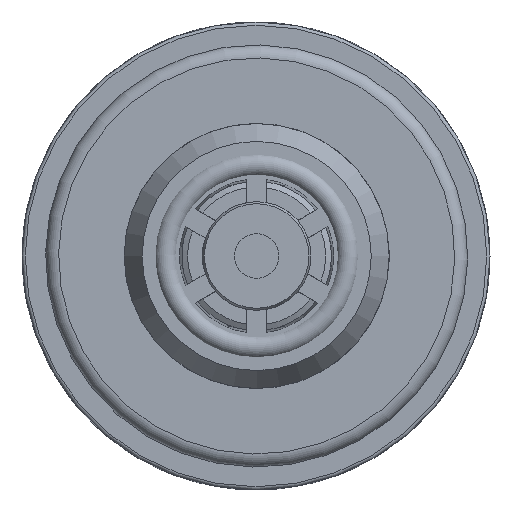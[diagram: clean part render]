
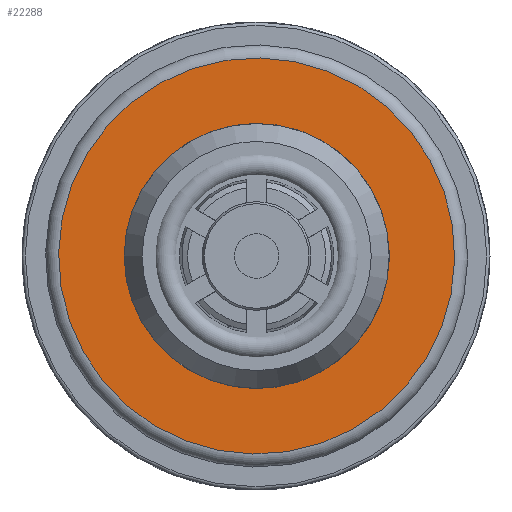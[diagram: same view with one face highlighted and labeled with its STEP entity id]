
A CAD part, left-side view. The second image highlights one B-rep face of the part: STEP entity #22288.
In plain terms, the highlighted planar face has unit normal (-1, 0, 0).
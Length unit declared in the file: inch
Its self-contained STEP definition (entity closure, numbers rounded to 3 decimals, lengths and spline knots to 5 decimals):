
#422=FACE_BOUND('',#6420,.T.);
#5234=FACE_OUTER_BOUND('',#6419,.T.);
#6419=EDGE_LOOP('',(#15143,#15144));
#6420=EDGE_LOOP('',(#15145,#15146));
#7751=CIRCLE('',#23853,0.912);
#7752=CIRCLE('',#23854,0.912);
#7753=CIRCLE('',#23856,0.523);
#7754=CIRCLE('',#23857,0.523);
#8778=VERTEX_POINT('',#34291);
#8779=VERTEX_POINT('',#34293);
#8780=VERTEX_POINT('',#34297);
#8781=VERTEX_POINT('',#34298);
#11167=EDGE_CURVE('',#8778,#8779,#7751,.T.);
#11168=EDGE_CURVE('',#8779,#8778,#7752,.T.);
#11169=EDGE_CURVE('',#8780,#8781,#7753,.T.);
#11170=EDGE_CURVE('',#8781,#8780,#7754,.T.);
#15143=ORIENTED_EDGE('',*,*,#11168,.F.);
#15144=ORIENTED_EDGE('',*,*,#11167,.F.);
#15145=ORIENTED_EDGE('',*,*,#11169,.T.);
#15146=ORIENTED_EDGE('',*,*,#11170,.T.);
#20147=PLANE('',#23855);
#22288=ADVANCED_FACE('',(#5234,#422),#20147,.T.);
#23853=AXIS2_PLACEMENT_3D('',#34294,#26688,#26689);
#23854=AXIS2_PLACEMENT_3D('',#34295,#26690,#26691);
#23855=AXIS2_PLACEMENT_3D('',#34296,#26692,#26693);
#23856=AXIS2_PLACEMENT_3D('',#34299,#26694,#26695);
#23857=AXIS2_PLACEMENT_3D('',#34300,#26696,#26697);
#26688=DIRECTION('center_axis',(1.,0.,0.));
#26689=DIRECTION('ref_axis',(0.,-0.988,0.155));
#26690=DIRECTION('center_axis',(1.,0.,0.));
#26691=DIRECTION('ref_axis',(0.,-0.988,0.155));
#26692=DIRECTION('center_axis',(-1.,0.,0.));
#26693=DIRECTION('ref_axis',(0.,0.155,0.988));
#26694=DIRECTION('center_axis',(1.,0.,0.));
#26695=DIRECTION('ref_axis',(0.,-0.155,-0.988));
#26696=DIRECTION('center_axis',(1.,0.,0.));
#26697=DIRECTION('ref_axis',(0.,-0.155,-0.988));
#34291=CARTESIAN_POINT('',(-0.90884,0.1413,0.90099));
#34293=CARTESIAN_POINT('',(-0.90884,0.90099,-0.1413));
#34294=CARTESIAN_POINT('Origin',(-0.90884,0.,
0.));
#34295=CARTESIAN_POINT('Origin',(-0.90884,0.,
0.));
#34296=CARTESIAN_POINT('Origin',(-0.90884,0.96026,-0.1506));
#34297=CARTESIAN_POINT('',(-0.90884,0.51668,-0.08103));
#34298=CARTESIAN_POINT('',(-0.90884,-0.51668,0.08103));
#34299=CARTESIAN_POINT('Origin',(-0.90884,0.,
0.));
#34300=CARTESIAN_POINT('Origin',(-0.90884,0.,
0.));
